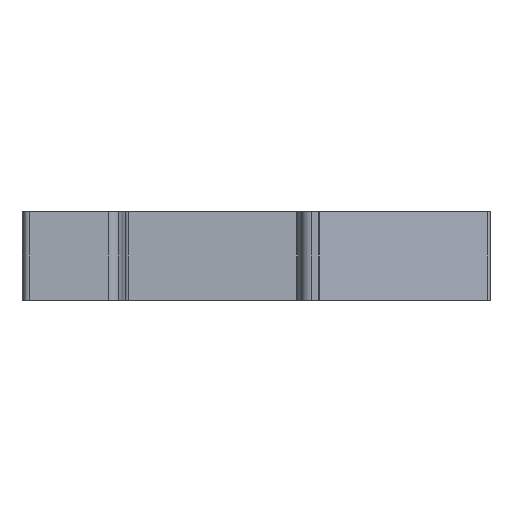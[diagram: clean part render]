
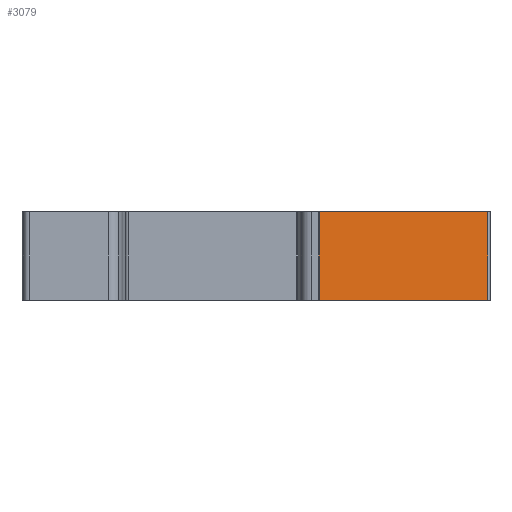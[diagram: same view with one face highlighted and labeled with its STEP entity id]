
A CAD part, front view. The second image highlights one B-rep face of the part: STEP entity #3079.
In plain terms, the highlighted planar face has unit normal (0.148, -0.989, 0).
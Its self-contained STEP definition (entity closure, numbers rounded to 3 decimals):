
#477=DIRECTION('',(0.989,0.148,0.));
#478=VECTOR('',#477,31.262);
#479=CARTESIAN_POINT('',(24.956,-5.989,-8.1));
#480=LINE('',#479,#478);
#691=DIRECTION('',(0.,0.,1.));
#692=VECTOR('',#691,16.2);
#693=CARTESIAN_POINT('',(55.874,-1.368,-8.1));
#694=LINE('',#693,#692);
#695=DIRECTION('',(0.,0.,1.));
#696=VECTOR('',#695,16.2);
#697=CARTESIAN_POINT('',(24.956,-5.989,-8.1));
#698=LINE('',#697,#696);
#1244=DIRECTION('',(0.989,0.148,0.));
#1245=VECTOR('',#1244,31.262);
#1246=CARTESIAN_POINT('',(24.956,-5.989,8.1));
#1247=LINE('',#1246,#1245);
#2121=CARTESIAN_POINT('',(24.956,-5.989,-8.1));
#2122=VERTEX_POINT('',#2121);
#2123=CARTESIAN_POINT('',(55.874,-1.368,-8.1));
#2124=VERTEX_POINT('',#2123);
#2375=CARTESIAN_POINT('',(24.956,-5.989,8.1));
#2376=VERTEX_POINT('',#2375);
#2377=CARTESIAN_POINT('',(55.874,-1.368,8.1));
#2378=VERTEX_POINT('',#2377);
#3066=CARTESIAN_POINT('',(24.956,-5.989,-8.1));
#3067=DIRECTION('',(0.148,-0.989,0.));
#3068=DIRECTION('',(0.989,0.148,0.));
#3069=AXIS2_PLACEMENT_3D('',#3066,#3067,#3068);
#3070=PLANE('',#3069);
#3071=ORIENTED_EDGE('',*,*,#2722,.F.);
#3073=ORIENTED_EDGE('',*,*,#3072,.T.);
#3075=ORIENTED_EDGE('',*,*,#3074,.T.);
#3076=ORIENTED_EDGE('',*,*,#3058,.F.);
#3077=EDGE_LOOP('',(#3071,#3073,#3075,#3076));
#3078=FACE_OUTER_BOUND('',#3077,.F.);
#3079=ADVANCED_FACE('',(#3078),#3070,.T.);
#2722=EDGE_CURVE('',#2122,#2124,#480,.T.);
#3058=EDGE_CURVE('',#2124,#2378,#694,.T.);
#3072=EDGE_CURVE('',#2122,#2376,#698,.T.);
#3074=EDGE_CURVE('',#2376,#2378,#1247,.T.);
